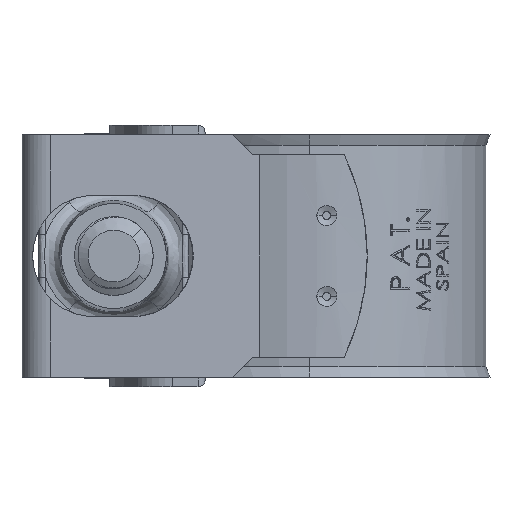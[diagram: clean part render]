
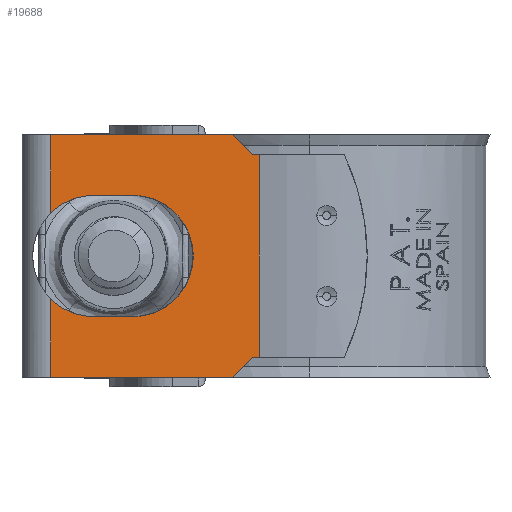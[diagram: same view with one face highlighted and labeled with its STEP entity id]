
A CAD part, left-side view. The second image highlights one B-rep face of the part: STEP entity #19688.
In plain terms, the highlighted planar face has unit normal (-0.998, -0.061, 0).
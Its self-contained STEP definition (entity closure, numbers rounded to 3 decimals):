
#3587 = CARTESIAN_POINT ( 'NONE',  ( -13.8, 8.61, -9. ) ) ;
#3588 = CARTESIAN_POINT ( 'NONE',  ( -14.074, 13.102, -4.5 ) ) ;
#4085 = CARTESIAN_POINT ( 'NONE',  ( -14.446, 19.194, -18. ) ) ;
#4087 = CARTESIAN_POINT ( 'NONE',  ( -13.5, 3.708, -16.5 ) ) ;
#4089 = CARTESIAN_POINT ( 'NONE',  ( -13.5, 3.708, -1.5 ) ) ;
#4091 = CARTESIAN_POINT ( 'NONE',  ( -14.251, 15.997, -4.5 ) ) ;
#4097 = CARTESIAN_POINT ( 'NONE',  ( -14.446, 19.194, -5.84 ) ) ;
#4099 = CARTESIAN_POINT ( 'NONE',  ( -14.074, 13.102, -13.5 ) ) ;
#4105 = CARTESIAN_POINT ( 'NONE',  ( -14.446, 19.194, -12.16 ) ) ;
#4107 = CARTESIAN_POINT ( 'NONE',  ( -14.251, 15.997, -13.5 ) ) ;
#4111 = CARTESIAN_POINT ( 'NONE',  ( -13.531, 4.208, -1.5 ) ) ;
#4113 = CARTESIAN_POINT ( 'NONE',  ( -14.446, 19.194, 0. ) ) ;
#4115 = CARTESIAN_POINT ( 'NONE',  ( -13.622, 5.706, -18. ) ) ;
#4117 = CARTESIAN_POINT ( 'NONE',  ( -13.531, 4.208, -16.5 ) ) ;
#4121 = CARTESIAN_POINT ( 'NONE',  ( -13.622, 5.706, 0. ) ) ;
#6268 = EDGE_CURVE ( 'NONE', #23716, #23718, #27572, .T. ) ;
#17559 = EDGE_CURVE ( 'NONE', #25428, #25430, #24937, .T. ) ;
#17569 = EDGE_CURVE ( 'NONE', #25431, #25436, #24953, .T. ) ;
#17570 = EDGE_CURVE ( 'NONE', #23718, #25431, #24955, .T. ) ;
#17571 = EDGE_CURVE ( 'NONE', #25438, #23716, #24957, .T. ) ;
#17572 = EDGE_CURVE ( 'NONE', #25444, #25438, #24961, .T. ) ;
#17573 = EDGE_CURVE ( 'NONE', #25443, #25444, #24963, .T. ) ;
#17574 = EDGE_CURVE ( 'NONE', #25426, #25443, #24967, .T. ) ;
#17575 = EDGE_CURVE ( 'NONE', #25426, #25451, #24945, .T. ) ;
#17576 = EDGE_CURVE ( 'NONE', #25451, #25452, #24973, .T. ) ;
#17577 = EDGE_CURVE ( 'NONE', #25452, #25428, #24977, .T. ) ;
#17578 = EDGE_CURVE ( 'NONE', #25430, #25448, #24981, .T. ) ;
#17579 = EDGE_CURVE ( 'NONE', #25448, #25456, #24985, .T. ) ;
#17580 = EDGE_CURVE ( 'NONE', #25449, #25456, #24989, .T. ) ;
#17581 = EDGE_CURVE ( 'NONE', #25436, #25449, #24993, .T. ) ;
#19043 = AXIS2_PLACEMENT_3D ( 'NONE', #29581, #29582, #29583 ) ;
#19688 = ADVANCED_FACE ( 'NONE', ( #39690 ), #45960, .T. ) ;
#23716 = VERTEX_POINT ( 'NONE', #3587 ) ;
#23718 = VERTEX_POINT ( 'NONE', #3588 ) ;
#24697 = ORIENTED_EDGE ( 'NONE', *, *, #17569, .F. ) ;
#24699 = ORIENTED_EDGE ( 'NONE', *, *, #17570, .F. ) ;
#24701 = ORIENTED_EDGE ( 'NONE', *, *, #6268, .F. ) ;
#24703 = ORIENTED_EDGE ( 'NONE', *, *, #17571, .F. ) ;
#24705 = ORIENTED_EDGE ( 'NONE', *, *, #17572, .F. ) ;
#24707 = ORIENTED_EDGE ( 'NONE', *, *, #17573, .F. ) ;
#24709 = ORIENTED_EDGE ( 'NONE', *, *, #17574, .F. ) ;
#24711 = ORIENTED_EDGE ( 'NONE', *, *, #17575, .T. ) ;
#24713 = ORIENTED_EDGE ( 'NONE', *, *, #17576, .T. ) ;
#24715 = ORIENTED_EDGE ( 'NONE', *, *, #17577, .T. ) ;
#24717 = ORIENTED_EDGE ( 'NONE', *, *, #17559, .T. ) ;
#24719 = ORIENTED_EDGE ( 'NONE', *, *, #17578, .T. ) ;
#24721 = ORIENTED_EDGE ( 'NONE', *, *, #17579, .T. ) ;
#24723 = ORIENTED_EDGE ( 'NONE', *, *, #17580, .F. ) ;
#24725 = ORIENTED_EDGE ( 'NONE', *, *, #17581, .F. ) ;
#24937 = LINE ( 'NONE', #37067, #24943 ) ;
#24943 = VECTOR ( 'NONE', #37066, 1000. ) ;
#24945 = LINE ( 'NONE', #37132, #24975 ) ;
#24953 = CIRCLE ( 'NONE', #37599, 4.5 ) ;
#24955 = LINE ( 'NONE', #37116, #24959 ) ;
#24957 = CIRCLE ( 'NONE', #37600, 4.5 ) ;
#24959 = VECTOR ( 'NONE', #37117, 1000. ) ;
#24961 = LINE ( 'NONE', #37121, #24965 ) ;
#24963 = CIRCLE ( 'NONE', #37601, 4.5 ) ;
#24965 = VECTOR ( 'NONE', #37122, 1000. ) ;
#24967 = LINE ( 'NONE', #37126, #24971 ) ;
#24971 = VECTOR ( 'NONE', #37127, 1000. ) ;
#24973 = LINE ( 'NONE', #37138, #24979 ) ;
#24975 = VECTOR ( 'NONE', #37137, 1000. ) ;
#24977 = LINE ( 'NONE', #37140, #24983 ) ;
#24979 = VECTOR ( 'NONE', #37139, 1000. ) ;
#24981 = LINE ( 'NONE', #37142, #24987 ) ;
#24983 = VECTOR ( 'NONE', #37141, 1000. ) ;
#24985 = LINE ( 'NONE', #37144, #24991 ) ;
#24987 = VECTOR ( 'NONE', #37143, 1000. ) ;
#24989 = LINE ( 'NONE', #37146, #24995 ) ;
#24991 = VECTOR ( 'NONE', #37145, 1000. ) ;
#24993 = LINE ( 'NONE', #37148, #24999 ) ;
#24995 = VECTOR ( 'NONE', #37147, 1000. ) ;
#24999 = VECTOR ( 'NONE', #37149, 1000. ) ;
#25426 = VERTEX_POINT ( 'NONE', #4085 ) ;
#25428 = VERTEX_POINT ( 'NONE', #4087 ) ;
#25430 = VERTEX_POINT ( 'NONE', #4089 ) ;
#25431 = VERTEX_POINT ( 'NONE', #4091 ) ;
#25436 = VERTEX_POINT ( 'NONE', #4097 ) ;
#25438 = VERTEX_POINT ( 'NONE', #4099 ) ;
#25443 = VERTEX_POINT ( 'NONE', #4105 ) ;
#25444 = VERTEX_POINT ( 'NONE', #4107 ) ;
#25448 = VERTEX_POINT ( 'NONE', #4111 ) ;
#25449 = VERTEX_POINT ( 'NONE', #4113 ) ;
#25451 = VERTEX_POINT ( 'NONE', #4115 ) ;
#25452 = VERTEX_POINT ( 'NONE', #4117 ) ;
#25456 = VERTEX_POINT ( 'NONE', #4121 ) ;
#27188 = EDGE_LOOP ( 'NONE', ( #24697, #24699, #24701, #24703, #24705, #24707, #24709, #24711, #24713, #24715, #24717, #24719, #24721, #24723, #24725 ) ) ;
#27572 = CIRCLE ( 'NONE', #19043, 4.5 ) ;
#29581 = CARTESIAN_POINT ( 'NONE',  ( -14.074, 13.102, -9. ) ) ;
#29582 = DIRECTION ( 'NONE',  ( -0.998, -0.061, 0. ) ) ;
#29583 = DIRECTION ( 'NONE',  ( 0.061, -0.998, 0. ) ) ;
#37066 = DIRECTION ( 'NONE',  ( 0., 0., 1. ) ) ;
#37067 = CARTESIAN_POINT ( 'NONE',  ( -13.5, 3.708, -18. ) ) ;
#37116 = CARTESIAN_POINT ( 'NONE',  ( -14.074, 13.102, -4.5 ) ) ;
#37117 = DIRECTION ( 'NONE',  ( -0.061, 0.998, 0. ) ) ;
#37121 = CARTESIAN_POINT ( 'NONE',  ( -14.074, 13.102, -13.5 ) ) ;
#37122 = DIRECTION ( 'NONE',  ( 0.061, -0.998, 0. ) ) ;
#37123 = CARTESIAN_POINT ( 'NONE',  ( -14.251, 15.997, -9. ) ) ;
#37124 = DIRECTION ( 'NONE',  ( -0.998, -0.061, 0. ) ) ;
#37125 = DIRECTION ( 'NONE',  ( 0.061, -0.998, 0. ) ) ;
#37126 = CARTESIAN_POINT ( 'NONE',  ( -14.446, 19.194, -18. ) ) ;
#37127 = DIRECTION ( 'NONE',  ( 0., 0., 1. ) ) ;
#37128 = CARTESIAN_POINT ( 'NONE',  ( -14.074, 13.102, -9. ) ) ;
#37129 = DIRECTION ( 'NONE',  ( -0.998, -0.061, 0. ) ) ;
#37130 = DIRECTION ( 'NONE',  ( 0.061, -0.998, 0. ) ) ;
#37132 = CARTESIAN_POINT ( 'NONE',  ( -14.446, 19.194, -18. ) ) ;
#37133 = CARTESIAN_POINT ( 'NONE',  ( -14.251, 15.997, -9. ) ) ;
#37134 = DIRECTION ( 'NONE',  ( -0.998, -0.061, 0. ) ) ;
#37135 = DIRECTION ( 'NONE',  ( 0.061, -0.998, 0. ) ) ;
#37137 = DIRECTION ( 'NONE',  ( 0.061, -0.998, 0. ) ) ;
#37138 = CARTESIAN_POINT ( 'NONE',  ( -13.588, 5.148, -17.441 ) ) ;
#37139 = DIRECTION ( 'NONE',  ( 0.043, -0.706, 0.707 ) ) ;
#37140 = CARTESIAN_POINT ( 'NONE',  ( -13.463, 3.095, -16.5 ) ) ;
#37141 = DIRECTION ( 'NONE',  ( 0.061, -0.998, 0. ) ) ;
#37142 = CARTESIAN_POINT ( 'NONE',  ( -13.463, 3.095, -1.5 ) ) ;
#37143 = DIRECTION ( 'NONE',  ( -0.061, 0.998, 0. ) ) ;
#37144 = CARTESIAN_POINT ( 'NONE',  ( -13.588, 5.148, -0.559 ) ) ;
#37145 = DIRECTION ( 'NONE',  ( -0.043, 0.706, 0.707 ) ) ;
#37146 = CARTESIAN_POINT ( 'NONE',  ( -14.446, 19.194, 0. ) ) ;
#37147 = DIRECTION ( 'NONE',  ( 0.061, -0.998, 0. ) ) ;
#37148 = CARTESIAN_POINT ( 'NONE',  ( -14.446, 19.194, -18. ) ) ;
#37149 = DIRECTION ( 'NONE',  ( 0., 0., 1. ) ) ;
#37599 = AXIS2_PLACEMENT_3D ( 'NONE', #37123, #37124, #37125 ) ;
#37600 = AXIS2_PLACEMENT_3D ( 'NONE', #37128, #37129, #37130 ) ;
#37601 = AXIS2_PLACEMENT_3D ( 'NONE', #37133, #37134, #37135 ) ;
#39690 = FACE_OUTER_BOUND ( 'NONE', #27188, .T. ) ;
#45958 = CARTESIAN_POINT ( 'NONE',  ( -14.446, 19.194, -18. ) ) ;
#45960 = PLANE ( 'NONE',  #46271 ) ;
#45962 = DIRECTION ( 'NONE',  ( -0.998, -0.061, 0. ) ) ;
#45963 = DIRECTION ( 'NONE',  ( 0.061, -0.998, 0. ) ) ;
#46271 = AXIS2_PLACEMENT_3D ( 'NONE', #45958, #45962, #45963 ) ;
